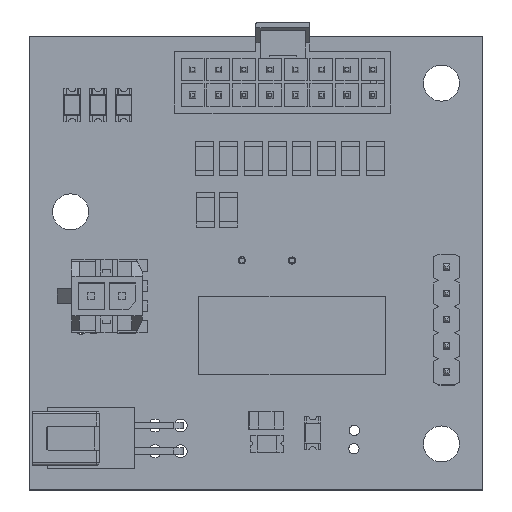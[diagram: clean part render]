
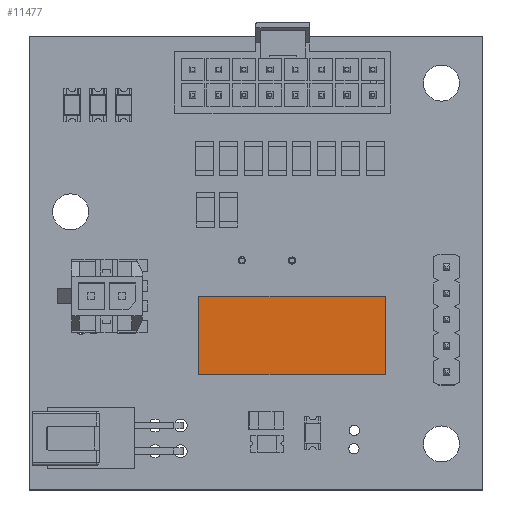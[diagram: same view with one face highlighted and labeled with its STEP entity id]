
A CAD part, top view. The second image highlights one B-rep face of the part: STEP entity #11477.
In plain terms, the highlighted planar face has unit normal (0, 0, 1).
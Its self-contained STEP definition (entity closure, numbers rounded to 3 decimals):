
#11348 = VERTEX_POINT('',#11349);
#11349 = CARTESIAN_POINT('',(9.05,3.8,2.55));
#11355 = EDGE_CURVE('',#11348,#11356,#11358,.T.);
#11356 = VERTEX_POINT('',#11357);
#11357 = CARTESIAN_POINT('',(-9.05,3.8,2.55));
#11358 = LINE('',#11359,#11360);
#11359 = CARTESIAN_POINT('',(9.05,3.8,2.55));
#11360 = VECTOR('',#11361,1.);
#11361 = DIRECTION('',(-1.,0.,0.));
#11386 = EDGE_CURVE('',#11356,#11387,#11389,.T.);
#11387 = VERTEX_POINT('',#11388);
#11388 = CARTESIAN_POINT('',(-9.05,-3.8,2.55));
#11389 = LINE('',#11390,#11391);
#11390 = CARTESIAN_POINT('',(-9.05,3.8,2.55));
#11391 = VECTOR('',#11392,1.);
#11392 = DIRECTION('',(0.,-1.,0.));
#11417 = EDGE_CURVE('',#11387,#11418,#11420,.T.);
#11418 = VERTEX_POINT('',#11419);
#11419 = CARTESIAN_POINT('',(9.05,-3.8,2.55));
#11420 = LINE('',#11421,#11422);
#11421 = CARTESIAN_POINT('',(-9.05,-3.8,2.55));
#11422 = VECTOR('',#11423,1.);
#11423 = DIRECTION('',(1.,0.,0.));
#11448 = EDGE_CURVE('',#11418,#11348,#11449,.T.);
#11449 = LINE('',#11450,#11451);
#11450 = CARTESIAN_POINT('',(9.05,-3.8,2.55));
#11451 = VECTOR('',#11452,1.);
#11452 = DIRECTION('',(0.,1.,0.));
#11477 = ADVANCED_FACE('',(#11478),#11484,.F.);
#11478 = FACE_BOUND('',#11479,.T.);
#11479 = EDGE_LOOP('',(#11480,#11481,#11482,#11483));
#11480 = ORIENTED_EDGE('',*,*,#11355,.T.);
#11481 = ORIENTED_EDGE('',*,*,#11386,.T.);
#11482 = ORIENTED_EDGE('',*,*,#11417,.T.);
#11483 = ORIENTED_EDGE('',*,*,#11448,.T.);
#11484 = PLANE('',#11485);
#11485 = AXIS2_PLACEMENT_3D('',#11486,#11487,#11488);
#11486 = CARTESIAN_POINT('',(9.05,3.8,2.55));
#11487 = DIRECTION('',(0.,0.,-1.));
#11488 = DIRECTION('',(-1.,0.,0.));
